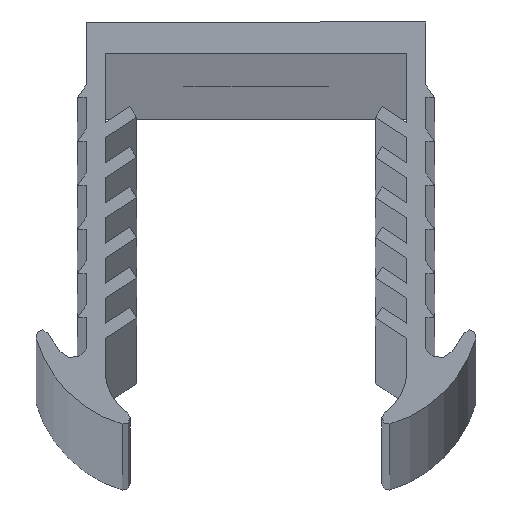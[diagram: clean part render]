
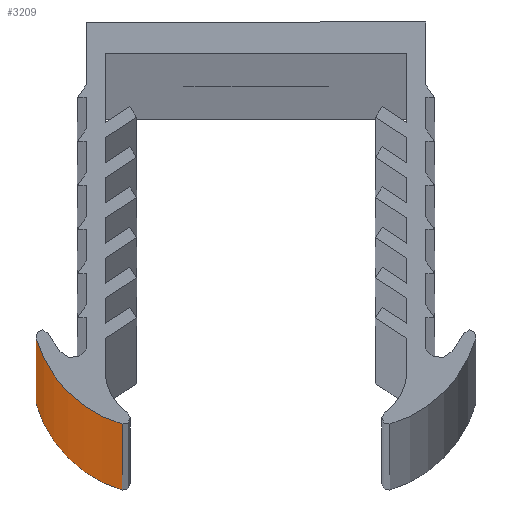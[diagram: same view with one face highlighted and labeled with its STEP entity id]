
A CAD part, top view. The second image highlights one B-rep face of the part: STEP entity #3209.
In plain terms, the highlighted cylindrical face has radius 10 mm (diameter 20 mm), a partial arc.
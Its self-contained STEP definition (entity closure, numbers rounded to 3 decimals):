
#1541 = CARTESIAN_POINT ( 'NONE',  ( -17.481, -25.127, 1500. ) ) ;
#1551 = VERTEX_POINT ( 'NONE', #16048 ) ;
#1665 = LINE ( 'NONE', #8917, #8126 ) ;
#1802 = VERTEX_POINT ( 'NONE', #4461 ) ;
#1827 = AXIS2_PLACEMENT_3D ( 'NONE', #5717, #8666, #5842 ) ;
#1909 = VECTOR ( 'NONE', #7566, 1000. ) ;
#2130 = FACE_OUTER_BOUND ( 'NONE', #6414, .T. ) ;
#2166 = EDGE_CURVE ( 'NONE', #1802, #11533, #3765, .T. ) ;
#2854 = CARTESIAN_POINT ( 'NONE',  ( -7.868, -22.372, 1500. ) ) ;
#2878 = CIRCLE ( 'NONE', #4999, 10. ) ;
#3209 = ADVANCED_FACE ( 'NONE', ( #2130 ), #17478, .T. ) ;
#3606 = CARTESIAN_POINT ( 'NONE',  ( -10.639, -31.98, -1500. ) ) ;
#3765 = LINE ( 'NONE', #1541, #1909 ) ;
#4142 = VERTEX_POINT ( 'NONE', #3606 ) ;
#4218 = EDGE_CURVE ( 'NONE', #1802, #1551, #18603, .T. ) ;
#4461 = CARTESIAN_POINT ( 'NONE',  ( -17.481, -25.127, 1500. ) ) ;
#4899 = ORIENTED_EDGE ( 'NONE', *, *, #11381, .F. ) ;
#4999 = AXIS2_PLACEMENT_3D ( 'NONE', #12918, #5517, #16040 ) ;
#5517 = DIRECTION ( 'NONE',  ( 0., 0., 1. ) ) ;
#5717 = CARTESIAN_POINT ( 'NONE',  ( -7.868, -22.372, 1500. ) ) ;
#5842 = DIRECTION ( 'NONE',  ( 1., 0., 0. ) ) ;
#5966 = ORIENTED_EDGE ( 'NONE', *, *, #4218, .F. ) ;
#6414 = EDGE_LOOP ( 'NONE', ( #6670, #4899, #5966, #8626 ) ) ;
#6670 = ORIENTED_EDGE ( 'NONE', *, *, #12700, .T. ) ;
#7566 = DIRECTION ( 'NONE',  ( 0., 0., -1. ) ) ;
#8126 = VECTOR ( 'NONE', #14926, 1000. ) ;
#8626 = ORIENTED_EDGE ( 'NONE', *, *, #2166, .T. ) ;
#8666 = DIRECTION ( 'NONE',  ( 0., 0., 1. ) ) ;
#8917 = CARTESIAN_POINT ( 'NONE',  ( -10.639, -31.98, 1500. ) ) ;
#11381 = EDGE_CURVE ( 'NONE', #1551, #4142, #1665, .T. ) ;
#11533 = VERTEX_POINT ( 'NONE', #12201 ) ;
#11643 = AXIS2_PLACEMENT_3D ( 'NONE', #2854, #11838, #15262 ) ;
#11838 = DIRECTION ( 'NONE',  ( 0., 0., -1. ) ) ;
#12201 = CARTESIAN_POINT ( 'NONE',  ( -17.481, -25.127, -1500. ) ) ;
#12700 = EDGE_CURVE ( 'NONE', #11533, #4142, #2878, .T. ) ;
#12918 = CARTESIAN_POINT ( 'NONE',  ( -7.868, -22.372, -1500. ) ) ;
#14926 = DIRECTION ( 'NONE',  ( 0., 0., -1. ) ) ;
#15262 = DIRECTION ( 'NONE',  ( -1., 0., 0. ) ) ;
#16040 = DIRECTION ( 'NONE',  ( 1., 0., 0. ) ) ;
#16048 = CARTESIAN_POINT ( 'NONE',  ( -10.639, -31.98, 1500. ) ) ;
#17478 = CYLINDRICAL_SURFACE ( 'NONE', #11643, 10. ) ;
#18603 = CIRCLE ( 'NONE', #1827, 10. ) ;
